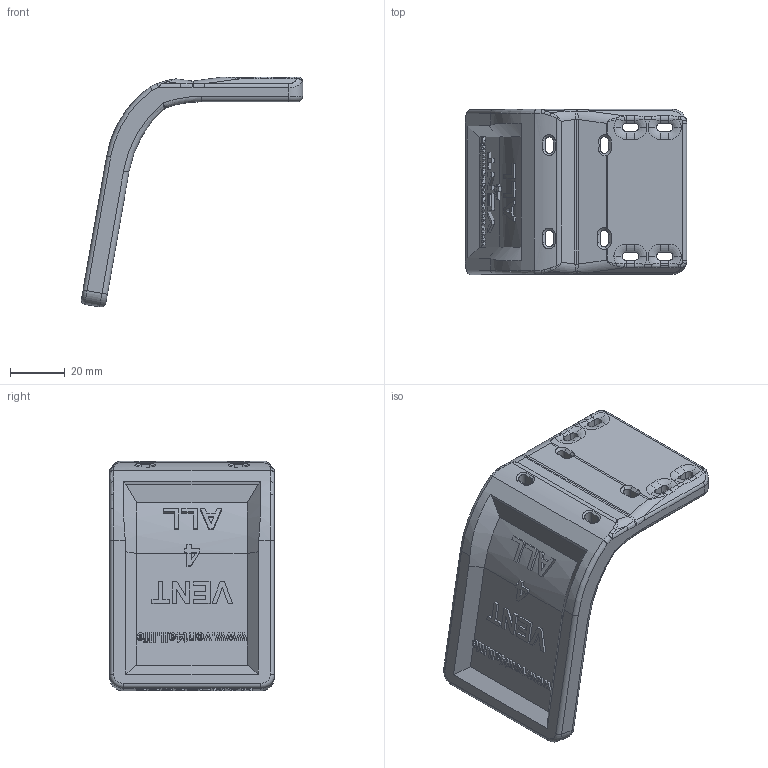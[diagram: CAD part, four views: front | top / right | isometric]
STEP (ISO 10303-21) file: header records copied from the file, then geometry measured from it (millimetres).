
FILE_DESCRIPTION (( 'STEP AP214' ), '1' );
FILE_NAME ('Dooropener_tiewrap_8mm_v6_vent4all_ingekortFRO.STEP', '2020-04-20T08:00:40', ( '' ), ( '' ), 'SwSTEP 2.0', 'SolidWorks 2017', '' );
FILE_SCHEMA (( 'AUTOMOTIVE_DESIGN' ));
Length unit declared in the file: millimetre
Products named in the file (1): Dooropener_tiewrap_8mm_v6_vent4all_ingekortFRO
Bounding box: 80.59 x 60 x 83.68 mm (x, y, z)
Volume: 58123.7 mm3; surface area: 20572.6 mm2
Topology: 1 solids, 1 shells, 704 faces, 1833 edges, 1144 vertices
Faces by surface type: plane 380, bspline 159, cylinder 99, torus 56, cone 10
Entity records: 26035 total; most frequent: CARTESIAN_POINT 10647, ORIENTED_EDGE 3650, DIRECTION 2460, EDGE_CURVE 1825, VERTEX_POINT 1144, LINE 820, VECTOR 820, AXIS2_PLACEMENT_3D 820
